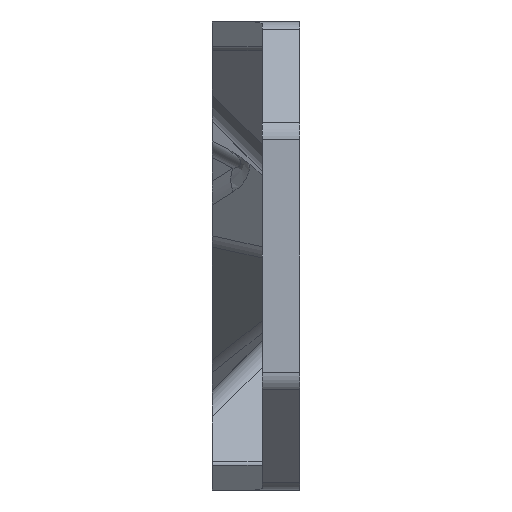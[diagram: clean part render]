
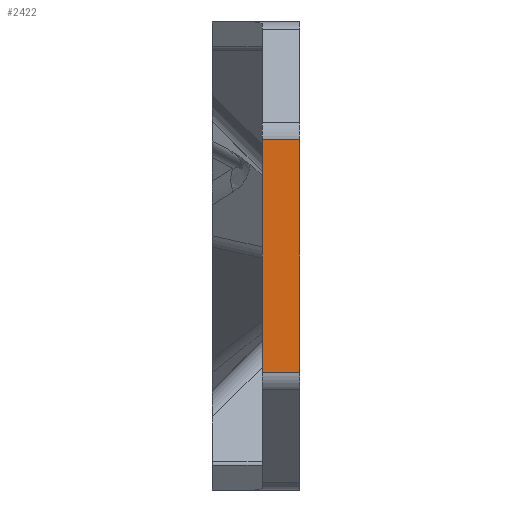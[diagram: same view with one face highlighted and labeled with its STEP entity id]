
A CAD part, left-side view. The second image highlights one B-rep face of the part: STEP entity #2422.
In plain terms, the highlighted planar face has unit normal (-1, 0, 0).
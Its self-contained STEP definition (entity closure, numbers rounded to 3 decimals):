
#86=PLANE('',#2653);
#188=FACE_OUTER_BOUND('',#332,.T.);
#332=EDGE_LOOP('',(#1955,#1956,#1957,#1958));
#578=LINE('',#3751,#825);
#640=LINE('',#3929,#887);
#667=LINE('',#4001,#914);
#668=LINE('',#4003,#915);
#825=VECTOR('',#2928,10.);
#887=VECTOR('',#3092,10.);
#914=VECTOR('',#3167,10.);
#915=VECTOR('',#3170,10.);
#1114=VERTEX_POINT('',#3748);
#1115=VERTEX_POINT('',#3750);
#1179=VERTEX_POINT('',#3926);
#1180=VERTEX_POINT('',#3928);
#1351=EDGE_CURVE('',#1114,#1115,#578,.T.);
#1442=EDGE_CURVE('',#1180,#1179,#640,.T.);
#1480=EDGE_CURVE('',#1180,#1114,#667,.T.);
#1481=EDGE_CURVE('',#1115,#1179,#668,.T.);
#1955=ORIENTED_EDGE('',*,*,#1480,.F.);
#1956=ORIENTED_EDGE('',*,*,#1442,.T.);
#1957=ORIENTED_EDGE('',*,*,#1481,.F.);
#1958=ORIENTED_EDGE('',*,*,#1351,.F.);
#2422=ADVANCED_FACE('',(#188),#86,.T.);
#2653=AXIS2_PLACEMENT_3D('',#4002,#3168,#3169);
#2928=DIRECTION('',(0.,0.,1.));
#3092=DIRECTION('',(0.,0.,1.));
#3167=DIRECTION('',(0.,1.,0.));
#3168=DIRECTION('center_axis',(-1.,0.,0.));
#3169=DIRECTION('ref_axis',(0.,0.,1.));
#3170=DIRECTION('',(0.,-1.,0.));
#3748=CARTESIAN_POINT('',(-147.454,6.,-23.185));
#3750=CARTESIAN_POINT('',(-147.454,6.,14.147));
#3751=CARTESIAN_POINT('',(-147.454,6.,-24.841));
#3926=CARTESIAN_POINT('',(-147.454,0.,14.147));
#3928=CARTESIAN_POINT('',(-147.454,0.,-23.185));
#3929=CARTESIAN_POINT('',(-147.454,0.,-24.841));
#4001=CARTESIAN_POINT('',(-147.454,0.,-23.185));
#4002=CARTESIAN_POINT('Origin',(-147.454,0.,-24.841));
#4003=CARTESIAN_POINT('',(-147.454,0.,14.147));
